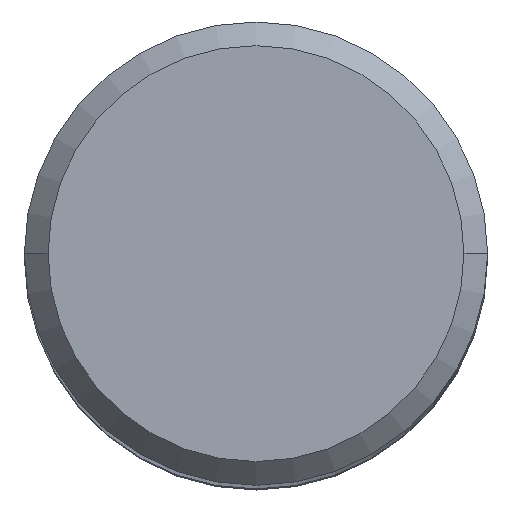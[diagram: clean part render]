
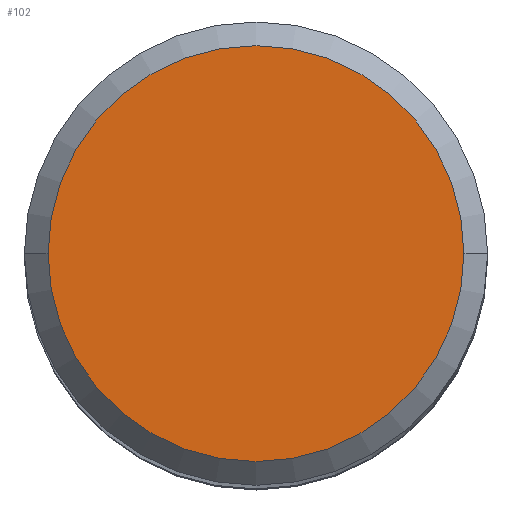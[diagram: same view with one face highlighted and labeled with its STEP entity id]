
A CAD part, top view. The second image highlights one B-rep face of the part: STEP entity #102.
In plain terms, the highlighted planar face has unit normal (0, 0, 1).
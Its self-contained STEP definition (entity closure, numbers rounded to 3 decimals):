
#60=PLANE('',#971);
#102=ADVANCED_FACE('',(#180),#60,.F.);
#180=FACE_OUTER_BOUND('',#232,.T.);
#232=EDGE_LOOP('',(#394,#395));
#394=ORIENTED_EDGE('',*,*,#575,.F.);
#395=ORIENTED_EDGE('',*,*,#573,.F.);
#486=VERTEX_POINT('',#1467);
#487=VERTEX_POINT('',#1469);
#573=EDGE_CURVE('',#486,#487,#649,.T.);
#575=EDGE_CURVE('',#487,#486,#650,.T.);
#649=CIRCLE('',#967,11.4);
#650=CIRCLE('',#969,11.4);
#967=AXIS2_PLACEMENT_3D('',#1468,#1220,#1221);
#969=AXIS2_PLACEMENT_3D('',#1472,#1225,#1226);
#971=AXIS2_PLACEMENT_3D('',#1474,#1229,#1230);
#1220=DIRECTION('',(0.,0.,-1.));
#1221=DIRECTION('',(-1.,0.,0.));
#1225=DIRECTION('',(0.,0.,-1.));
#1226=DIRECTION('',(1.,0.,0.));
#1229=DIRECTION('',(0.,0.,-1.));
#1230=DIRECTION('',(1.,0.,0.));
#1467=CARTESIAN_POINT('',(-11.4,0.,0.));
#1468=CARTESIAN_POINT('',(0.,0.,0.));
#1469=CARTESIAN_POINT('',(11.4,0.,0.));
#1472=CARTESIAN_POINT('',(0.,0.,0.));
#1474=CARTESIAN_POINT('',(0.,0.,0.));
